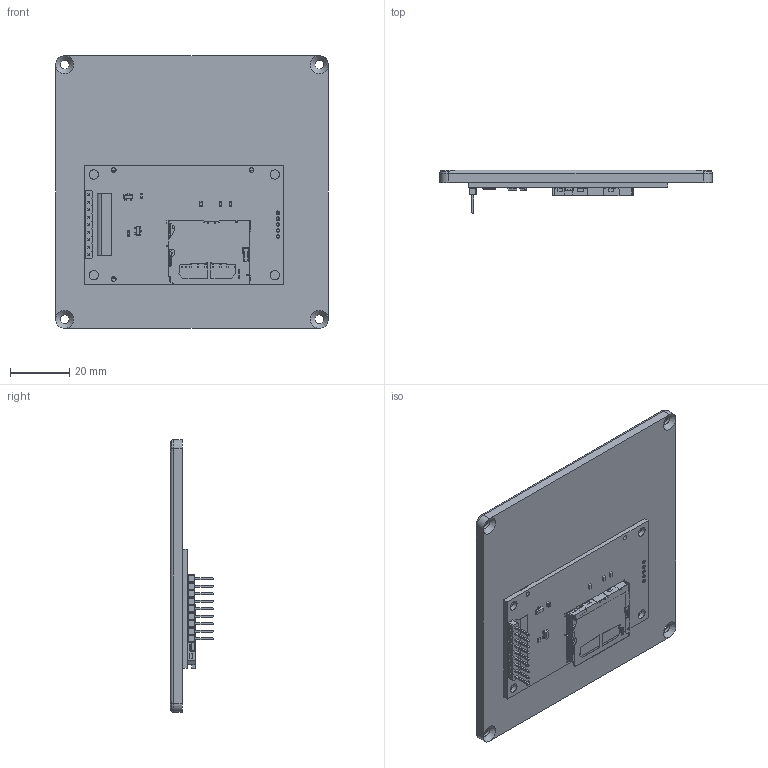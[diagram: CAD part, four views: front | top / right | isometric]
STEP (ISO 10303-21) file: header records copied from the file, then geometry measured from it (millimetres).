
FILE_DESCRIPTION(/* description */ (''),/* implementation_level */ '2;1');
FILE_NAME(/* name */ 'Thunk-Enclosure.step',/* time_stamp */ '2021-06-03T16:13:22-04:00',/* author */ (''),/* organization */ (''),/* preprocessor_version */ 'ST-DEVELOPER v18.1',/* originating_system */ 'Autodesk Translation Framework v10.9.0.1377',/* authorisation */ '');
FILE_SCHEMA (('AUTOMOTIVE_DESIGN { 1 0 10303 214 3 1 1 }'));
Length unit declared in the file: millimetre
Products named in the file (23): Thunk-Enclosure; 2.2 TFT LCD Display Modul 240x320; 2.2 TFT LCD Display Modul 240x320_1; COMPOUND007; SOLID001; Loetauge001; Loetauge002; Loetauge004; Loetauge003; Sketch003; Loetauge005; 9_Pin_Header; SD_Card_Slot; PZ_TransistorSMD; COMPOUND005; Pad010; PZ_TransistorSMD001; Extrude002; Display001; DisplayConnecter001; Body003; COMPOUND004; COMPOUND006
Assembly tree (22 placements, depth 4):
  Thunk-Enclosure
    2.2 TFT LCD Display Modul 240x320
      2.2 TFT LCD Display Modul 240x320_1
        COMPOUND007
        SOLID001
        Loetauge001
        Loetauge002
        Loetauge004
        Loetauge003
        Sketch003
        Loetauge005
        9_Pin_Header
        SD_Card_Slot
        PZ_TransistorSMD
        COMPOUND005
        Pad010
        PZ_TransistorSMD001
        Extrude002
        Display001
        DisplayConnecter001
        Body003
        COMPOUND004
        COMPOUND006
Bounding box: 92 x 14.59 x 92 mm (x, y, z)
Volume: 37701.6 mm3; surface area: 30180.4 mm2
Topology: 28 solids, 28 shells, 1322 faces, 3503 edges, 2254 vertices
Faces by surface type: plane 1044, cylinder 258, sphere 8, cone 8, torus 4
Full cylindrical faces by diameter (mm): 0.8 x10, 1.2 x5, 1.6 x3, 3 x4, 3.2 x4
Entity records: 42255 total; most frequent: CARTESIAN_POINT 7172, ORIENTED_EDGE 6990, DIRECTION 6774, EDGE_CURVE 3495, LINE 2934, VECTOR 2934, VERTEX_POINT 2254, AXIS2_PLACEMENT_3D 1920
